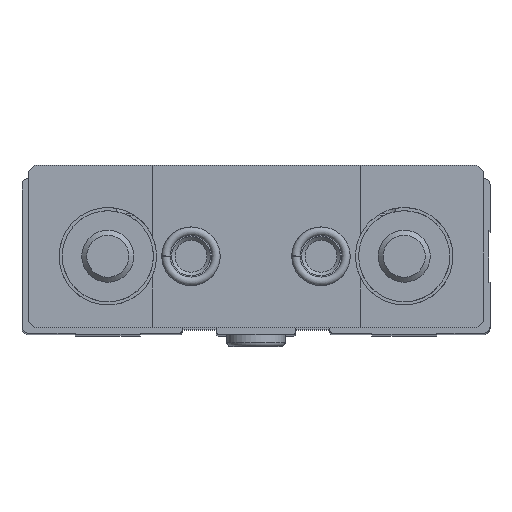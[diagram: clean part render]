
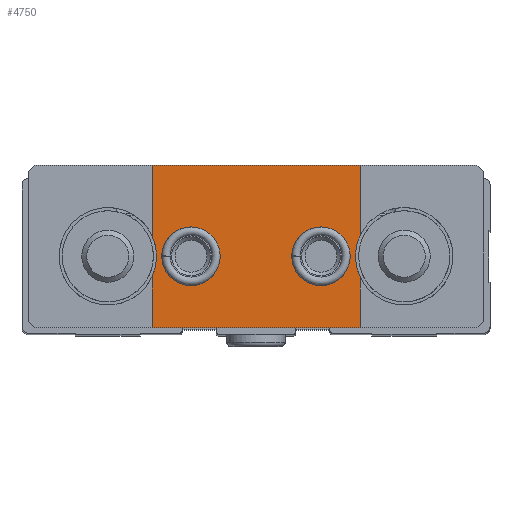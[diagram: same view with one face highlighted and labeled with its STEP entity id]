
A CAD part, top view. The second image highlights one B-rep face of the part: STEP entity #4750.
In plain terms, the highlighted planar face has unit normal (0, 0, 1).
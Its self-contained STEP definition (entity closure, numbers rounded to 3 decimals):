
#163=PLANE('',#5278);
#496=CIRCLE('',#5279,4.5);
#497=CIRCLE('',#5280,4.5);
#498=CIRCLE('',#5281,7.5);
#499=CIRCLE('',#5282,7.5);
#1416=ORIENTED_EDGE('',*,*,#2308,.F.);
#1417=ORIENTED_EDGE('',*,*,#2309,.F.);
#1418=ORIENTED_EDGE('',*,*,#2213,.T.);
#1419=ORIENTED_EDGE('',*,*,#2310,.T.);
#1420=ORIENTED_EDGE('',*,*,#2215,.T.);
#1421=ORIENTED_EDGE('',*,*,#2289,.T.);
#1422=ORIENTED_EDGE('',*,*,#2229,.T.);
#1423=ORIENTED_EDGE('',*,*,#2311,.T.);
#1424=ORIENTED_EDGE('',*,*,#2231,.T.);
#1425=ORIENTED_EDGE('',*,*,#2281,.T.);
#2213=EDGE_CURVE('',#2759,#2758,#3140,.T.);
#2215=EDGE_CURVE('',#2760,#2761,#3142,.T.);
#2229=EDGE_CURVE('',#2774,#2773,#3150,.T.);
#2231=EDGE_CURVE('',#2775,#2776,#3152,.T.);
#2281=EDGE_CURVE('',#2776,#2759,#3188,.T.);
#2289=EDGE_CURVE('',#2761,#2774,#3196,.T.);
#2308=EDGE_CURVE('',#2819,#2819,#496,.T.);
#2309=EDGE_CURVE('',#2820,#2820,#497,.T.);
#2310=EDGE_CURVE('',#2758,#2760,#498,.F.);
#2311=EDGE_CURVE('',#2773,#2775,#499,.F.);
#2758=VERTEX_POINT('',#7833);
#2759=VERTEX_POINT('',#7835);
#2760=VERTEX_POINT('',#7839);
#2761=VERTEX_POINT('',#7840);
#2773=VERTEX_POINT('',#7884);
#2774=VERTEX_POINT('',#7886);
#2775=VERTEX_POINT('',#7890);
#2776=VERTEX_POINT('',#7891);
#2819=VERTEX_POINT('',#8046);
#2820=VERTEX_POINT('',#8048);
#3140=LINE('',#7834,#3471);
#3142=LINE('',#7838,#3473);
#3150=LINE('',#7885,#3481);
#3152=LINE('',#7889,#3483);
#3188=LINE('',#8001,#3519);
#3196=LINE('',#8015,#3527);
#3471=VECTOR('',#6320,1000.);
#3473=VECTOR('',#6324,1000.);
#3481=VECTOR('',#6342,1000.);
#3483=VECTOR('',#6346,1000.);
#3519=VECTOR('',#6426,1000.);
#3527=VECTOR('',#6438,1000.);
#3830=EDGE_LOOP('',(#1416));
#3831=EDGE_LOOP('',(#1417));
#3832=EDGE_LOOP('',(#1418,#1419,#1420,#1421,#1422,#1423,#1424,#1425));
#4287=FACE_BOUND('',#3830,.T.);
#4288=FACE_BOUND('',#3831,.T.);
#4289=FACE_BOUND('',#3832,.T.);
#4750=ADVANCED_FACE('',(#4287,#4288,#4289),#163,.T.);
#5278=AXIS2_PLACEMENT_3D('',#8044,#6470,#6471);
#5279=AXIS2_PLACEMENT_3D('',#8045,#6472,#6473);
#5280=AXIS2_PLACEMENT_3D('',#8047,#6474,#6475);
#5281=AXIS2_PLACEMENT_3D('',#8049,#6476,#6477);
#5282=AXIS2_PLACEMENT_3D('',#8050,#6478,#6479);
#6320=DIRECTION('',(0.,-1.,0.));
#6324=DIRECTION('',(0.,-1.,0.));
#6342=DIRECTION('',(0.,1.,0.));
#6346=DIRECTION('',(0.,1.,0.));
#6426=DIRECTION('',(-1.,0.,0.));
#6438=DIRECTION('',(1.,0.,0.));
#6470=DIRECTION('',(0.,0.,1.));
#6471=DIRECTION('',(1.,0.,0.));
#6472=DIRECTION('',(0.,0.,1.));
#6473=DIRECTION('',(1.,0.,0.));
#6474=DIRECTION('',(0.,0.,1.));
#6475=DIRECTION('',(1.,0.,0.));
#6476=DIRECTION('',(0.,0.,1.));
#6477=DIRECTION('',(1.,0.,0.));
#6478=DIRECTION('',(0.,0.,1.));
#6479=DIRECTION('',(1.,0.,0.));
#7833=CARTESIAN_POINT('',(-16.,3.164,22.));
#7834=CARTESIAN_POINT('',(-16.,0.,22.));
#7835=CARTESIAN_POINT('',(-16.,14.,22.));
#7838=CARTESIAN_POINT('',(-16.,0.,22.));
#7839=CARTESIAN_POINT('',(-16.,-3.164,22.));
#7840=CARTESIAN_POINT('',(-16.,-11.,22.));
#7884=CARTESIAN_POINT('',(16.,-3.164,22.));
#7885=CARTESIAN_POINT('',(16.,0.,22.));
#7886=CARTESIAN_POINT('',(16.,-11.,22.));
#7889=CARTESIAN_POINT('',(16.,0.,22.));
#7890=CARTESIAN_POINT('',(16.,3.164,22.));
#7891=CARTESIAN_POINT('',(16.,14.,22.));
#8001=CARTESIAN_POINT('',(35.,14.,22.));
#8015=CARTESIAN_POINT('',(-35.,-11.,22.));
#8044=CARTESIAN_POINT('',(0.,0.,22.));
#8045=CARTESIAN_POINT('',(-10.,0.,22.));
#8046=CARTESIAN_POINT('',(-5.5,0.,22.));
#8047=CARTESIAN_POINT('',(10.,0.,22.));
#8048=CARTESIAN_POINT('',(14.5,0.,22.));
#8049=CARTESIAN_POINT('',(-22.8,0.,22.));
#8050=CARTESIAN_POINT('',(22.8,0.,22.));
